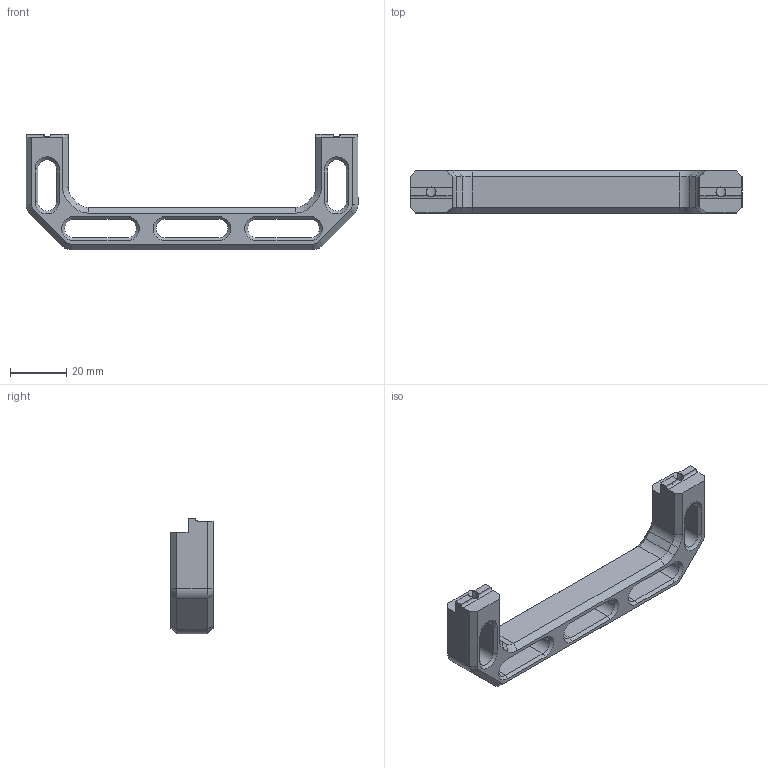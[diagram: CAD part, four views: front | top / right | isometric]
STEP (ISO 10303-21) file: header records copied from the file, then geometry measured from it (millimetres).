
FILE_DESCRIPTION (( 'STEP AP214' ), '1' );
FILE_NAME ('Micron_Handle_3mmPanel+1mmTape.STEP', '2022-01-01T04:36:53', ( '' ), ( '' ), 'SwSTEP 2.0', 'SolidWorks 2021', '' );
FILE_SCHEMA (( 'AUTOMOTIVE_DESIGN' ));
Length unit declared in the file: millimetre
Products named in the file (1): Micron_Handle_3mmPanel+1mmTape
Bounding box: 118 x 15 x 41 mm (x, y, z)
Volume: 22359.7 mm3; surface area: 11479.4 mm2
Topology: 1 solids, 1 shells, 136 faces, 334 edges, 200 vertices
Faces by surface type: plane 76, cone 36, cylinder 22, bspline 2
Full cylindrical faces by diameter (mm): 3.5 x2, 6.2 x2
Entity records: 4310 total; most frequent: CARTESIAN_POINT 1075, DIRECTION 662, ORIENTED_EDGE 656, EDGE_CURVE 328, LINE 228, VECTOR 228, AXIS2_PLACEMENT_3D 217, VERTEX_POINT 198
